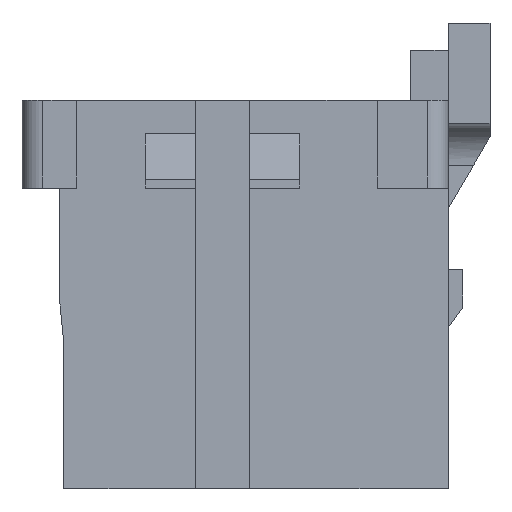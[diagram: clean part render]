
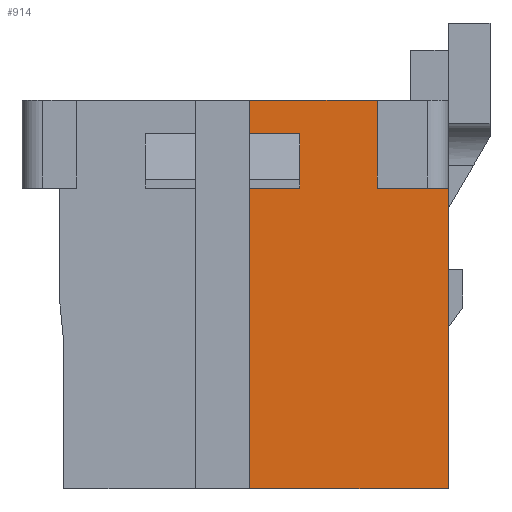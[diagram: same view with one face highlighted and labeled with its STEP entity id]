
A CAD part, left-side view. The second image highlights one B-rep face of the part: STEP entity #914.
In plain terms, the highlighted planar face has unit normal (-1, 0, 0).
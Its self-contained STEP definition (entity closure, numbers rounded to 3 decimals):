
#914 = ADVANCED_FACE( '', ( #2057 ), #2058, .F. );
#2057 = FACE_OUTER_BOUND( '', #3451, .T. );
#2058 = PLANE( '', #3452 );
#3451 = EDGE_LOOP( '', ( #6185, #6186, #6187, #6188, #6189, #6190, #6191, #6192, #6193, #6194 ) );
#3452 = AXIS2_PLACEMENT_3D( '', #6195, #6196, #6197 );
#6185 = ORIENTED_EDGE( '', *, *, #9348, .T. );
#6186 = ORIENTED_EDGE( '', *, *, #9578, .T. );
#6187 = ORIENTED_EDGE( '', *, *, #9579, .F. );
#6188 = ORIENTED_EDGE( '', *, *, #9580, .F. );
#6189 = ORIENTED_EDGE( '', *, *, #9482, .F. );
#6190 = ORIENTED_EDGE( '', *, *, #8597, .F. );
#6191 = ORIENTED_EDGE( '', *, *, #8875, .F. );
#6192 = ORIENTED_EDGE( '', *, *, #9581, .F. );
#6193 = ORIENTED_EDGE( '', *, *, #9582, .F. );
#6194 = ORIENTED_EDGE( '', *, *, #9583, .T. );
#6195 = CARTESIAN_POINT( '', ( -6.8, 0., 0. ) );
#6196 = DIRECTION( '', ( 1., 0., 0. ) );
#6197 = DIRECTION( '', ( 0., 0., -1. ) );
#8597 = EDGE_CURVE( '', #10391, #10385, #10393, .T. );
#8875 = EDGE_CURVE( '', #10870, #10391, #10871, .T. );
#9348 = EDGE_CURVE( '', #11616, #11617, #11618, .T. );
#9482 = EDGE_CURVE( '', #10385, #11821, #11822, .T. );
#9578 = EDGE_CURVE( '', #11617, #11953, #11954, .T. );
#9579 = EDGE_CURVE( '', #11955, #11953, #11956, .T. );
#9580 = EDGE_CURVE( '', #11821, #11955, #11957, .T. );
#9581 = EDGE_CURVE( '', #11958, #10870, #11959, .T. );
#9582 = EDGE_CURVE( '', #11960, #11958, #11961, .T. );
#9583 = EDGE_CURVE( '', #11960, #11616, #11962, .T. );
#10385 = VERTEX_POINT( '', #12974 );
#10391 = VERTEX_POINT( '', #12982 );
#10393 = LINE( '', #12985, #12986 );
#10870 = VERTEX_POINT( '', #13682 );
#10871 = LINE( '', #13683, #13684 );
#11616 = VERTEX_POINT( '', #14801 );
#11617 = VERTEX_POINT( '', #14802 );
#11618 = LINE( '', #14803, #14804 );
#11821 = VERTEX_POINT( '', #15107 );
#11822 = LINE( '', #15108, #15109 );
#11953 = VERTEX_POINT( '', #15306 );
#11954 = LINE( '', #15307, #15308 );
#11955 = VERTEX_POINT( '', #15309 );
#11956 = LINE( '', #15310, #15311 );
#11957 = LINE( '', #15312, #15313 );
#11958 = VERTEX_POINT( '', #15314 );
#11959 = LINE( '', #15315, #15316 );
#11960 = VERTEX_POINT( '', #15317 );
#11961 = LINE( '', #15318, #15319 );
#11962 = LINE( '', #15320, #15321 );
#12974 = CARTESIAN_POINT( '', ( -6.8, -5.1, 2.55 ) );
#12982 = CARTESIAN_POINT( '', ( -6.8, -3.4, 2.55 ) );
#12985 = CARTESIAN_POINT( '', ( -6.8, -3.4, 2.55 ) );
#12986 = VECTOR( '', #16516, 1000. );
#13682 = CARTESIAN_POINT( '', ( -6.8, -3.4, 4.65 ) );
#13683 = CARTESIAN_POINT( '', ( -6.8, -3.4, 4.65 ) );
#13684 = VECTOR( '', #16763, 1000. );
#14801 = CARTESIAN_POINT( '', ( -6.8, -1.55, 3.85 ) );
#14802 = CARTESIAN_POINT( '', ( -6.8, -1.55, 2.55 ) );
#14803 = CARTESIAN_POINT( '', ( -6.8, -1.55, 3.85 ) );
#14804 = VECTOR( '', #17154, 1000. );
#15107 = CARTESIAN_POINT( '', ( -6.8, -5.1, -4.65 ) );
#15108 = CARTESIAN_POINT( '', ( -6.8, -5.1, 4.65 ) );
#15109 = VECTOR( '', #17261, 1000. );
#15306 = CARTESIAN_POINT( '', ( -6.8, -0.35, 2.55 ) );
#15307 = CARTESIAN_POINT( '', ( -6.8, -1.55, 2.55 ) );
#15308 = VECTOR( '', #17337, 1000. );
#15309 = CARTESIAN_POINT( '', ( -6.8, -0.35, -4.65 ) );
#15310 = CARTESIAN_POINT( '', ( -6.8, -0.35, -4.65 ) );
#15311 = VECTOR( '', #17338, 1000. );
#15312 = CARTESIAN_POINT( '', ( -6.8, -5.1, -4.65 ) );
#15313 = VECTOR( '', #17339, 1000. );
#15314 = CARTESIAN_POINT( '', ( -6.8, -0.35, 4.65 ) );
#15315 = CARTESIAN_POINT( '', ( -6.8, 5.1, 4.65 ) );
#15316 = VECTOR( '', #17340, 1000. );
#15317 = CARTESIAN_POINT( '', ( -6.8, -0.35, 3.85 ) );
#15318 = CARTESIAN_POINT( '', ( -6.8, -0.35, -4.65 ) );
#15319 = VECTOR( '', #17341, 1000. );
#15320 = CARTESIAN_POINT( '', ( -6.8, -0.35, 3.85 ) );
#15321 = VECTOR( '', #17342, 1000. );
#16516 = DIRECTION( '', ( 0., -1., 0. ) );
#16763 = DIRECTION( '', ( 0., 0., -1. ) );
#17154 = DIRECTION( '', ( 0., 0., -1. ) );
#17261 = DIRECTION( '', ( 0., 0., -1. ) );
#17337 = DIRECTION( '', ( 0., 1., 0. ) );
#17338 = DIRECTION( '', ( 0., 0., 1. ) );
#17339 = DIRECTION( '', ( 0., 1., 0. ) );
#17340 = DIRECTION( '', ( 0., -1., 0. ) );
#17341 = DIRECTION( '', ( 0., 0., 1. ) );
#17342 = DIRECTION( '', ( 0., -1., 0. ) );
